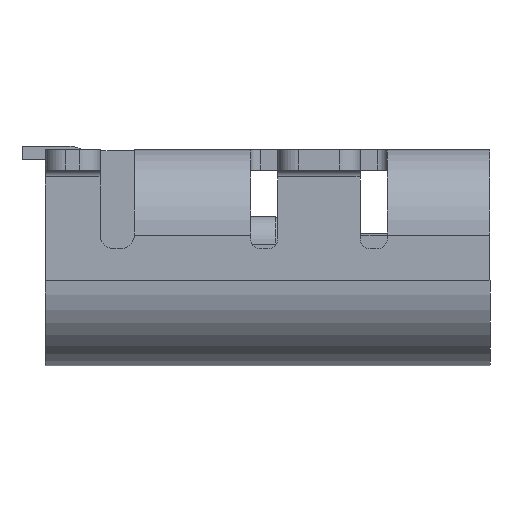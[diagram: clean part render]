
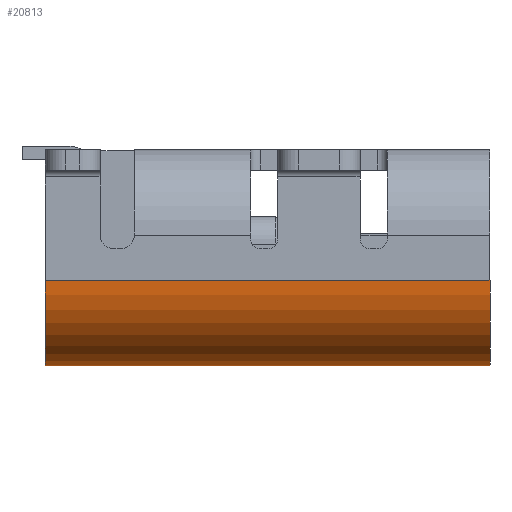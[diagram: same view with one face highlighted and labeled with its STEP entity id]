
A CAD part, front view. The second image highlights one B-rep face of the part: STEP entity #20813.
In plain terms, the highlighted cylindrical face has radius 1.25 mm (diameter 2.5 mm), a partial arc.
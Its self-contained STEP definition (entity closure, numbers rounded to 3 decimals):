
#15359=CARTESIAN_POINT('',(5.2,16.78,
-0.53));
#15360=DIRECTION('',(-1.,0.,0.));
#15361=DIRECTION('',(0.,0.,-1.));
#15362=AXIS2_PLACEMENT_3D('',#15359,#15360,#15361);
#16205=CARTESIAN_POINT('',(-1.3,16.78,
-0.53));
#16206=DIRECTION('',(1.,0.,0.));
#16207=DIRECTION('',(0.,-1.,0.));
#16208=AXIS2_PLACEMENT_3D('',#16205,#16206,#16207);
#16334=DIRECTION('',(1.,0.,0.));
#16335=VECTOR('',#16334,6.5);
#16336=CARTESIAN_POINT('',(-1.3,15.53,
-0.53));
#16337=LINE('',#16336,#16335);
#16338=DIRECTION('',(-1.,0.,0.));
#16339=VECTOR('',#16338,6.5);
#16340=CARTESIAN_POINT('',(5.2,16.78,
-1.78));
#16341=LINE('',#16340,#16339);
#18393=CARTESIAN_POINT('',(5.2,16.78,
-1.78));
#18394=VERTEX_POINT('',#18393);
#18395=CARTESIAN_POINT('',(5.2,15.53,
-0.53));
#18396=VERTEX_POINT('',#18395);
#18417=CARTESIAN_POINT('',(-1.3,15.53,
-0.53));
#18418=VERTEX_POINT('',#18417);
#18514=CARTESIAN_POINT('',(-1.3,16.78,
-1.78));
#18515=VERTEX_POINT('',#18514);
#20801=CARTESIAN_POINT('',(-6056936.491,16.78,
-0.53));
#20802=DIRECTION('',(1.,0.,0.));
#20803=DIRECTION('',(0.,-1.,0.));
#20804=AXIS2_PLACEMENT_3D('',#20801,#20802,#20803);
#20805=CYLINDRICAL_SURFACE('',#20804,1.25);
#20806=ORIENTED_EDGE('',*,*,#19526,.T.);
#20807=ORIENTED_EDGE('',*,*,#19394,.F.);
#20809=ORIENTED_EDGE('',*,*,#20808,.T.);
#20810=ORIENTED_EDGE('',*,*,#20546,.F.);
#20811=EDGE_LOOP('',(#20806,#20807,#20809,#20810));
#20812=FACE_OUTER_BOUND('',#20811,.F.);
#15363=CIRCLE('',#15362,1.25);
#16209=CIRCLE('',#16208,1.25);
#19394=EDGE_CURVE('',#18394,#18396,#15363,.T.);
#19526=EDGE_CURVE('',#18418,#18396,#16337,.T.);
#20546=EDGE_CURVE('',#18418,#18515,#16209,.T.);
#20808=EDGE_CURVE('',#18394,#18515,#16341,.T.);
#20813=ADVANCED_FACE('',(#20812),#20805,.T.);
